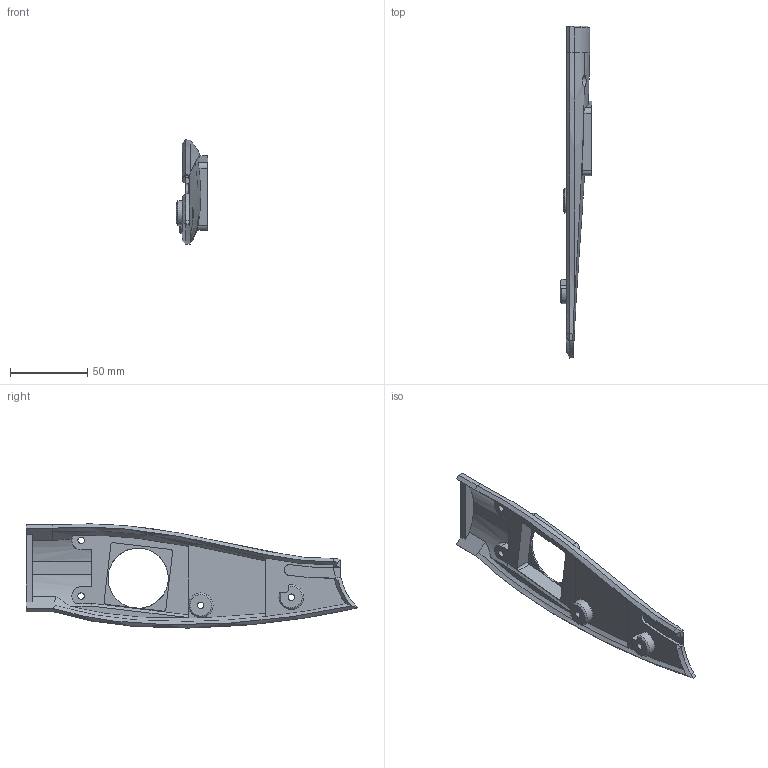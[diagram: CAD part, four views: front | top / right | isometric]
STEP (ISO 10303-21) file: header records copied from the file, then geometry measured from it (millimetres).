
FILE_DESCRIPTION(/* description */ ('STEP AP214'),/* implementation_level */ '2;1');
FILE_NAME(/* name */ '683c51734258294a187f3ef8',/* time_stamp */ '2025-06-01T13:11:16Z',/* author */ (''),/* organization */ (''),/* preprocessor_version */ 'ST-DEVELOPER v20',/* originating_system */ 'ONSHAPE BY PTC INC, 1.198',/* authorisation */ ' ');
FILE_SCHEMA (('AUTOMOTIVE_DESIGN {1 0 10303 214 3 1 1}'));
Length unit declared in the file: metre
Products named in the file (1): Part 38
Bounding box: 20.15 x 214.74 x 67.41 mm (x, y, z)
Volume: 49935.7 mm3; surface area: 27874.1 mm2
Topology: 1 solids, 3 shells, 109 faces, 277 edges, 179 vertices
Faces by surface type: plane 56, cylinder 33, bspline 15, cone 5
Full cylindrical faces by diameter (mm): 4.2 x4, 7.2 x2, 7.5 x2, 16 x1, 39 x1
Entity records: 4104 total; most frequent: CARTESIAN_POINT 1673, ORIENTED_EDGE 520, DIRECTION 423, EDGE_CURVE 260, VERTEX_POINT 173, AXIS2_PLACEMENT_3D 154, EDGE_LOOP 135, FACE_BOUND 135
